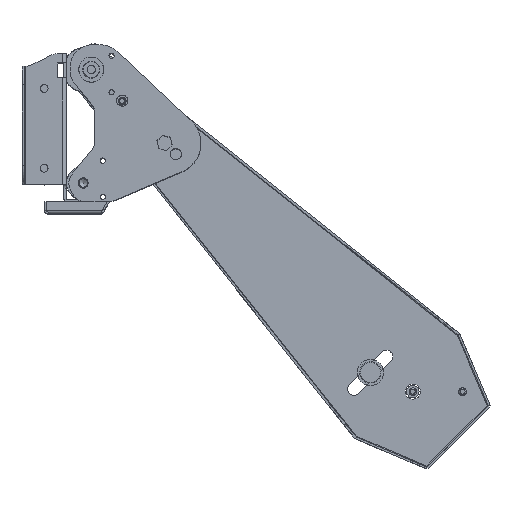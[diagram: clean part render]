
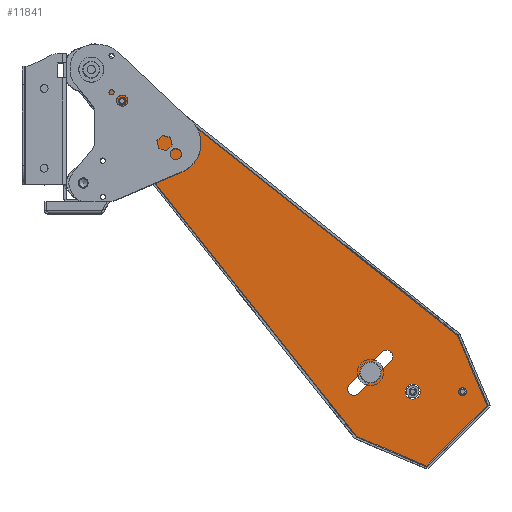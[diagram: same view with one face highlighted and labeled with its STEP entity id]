
A CAD part, top view. The second image highlights one B-rep face of the part: STEP entity #11841.
In plain terms, the highlighted face is planar.
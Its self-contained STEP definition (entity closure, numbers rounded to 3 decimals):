
#744=LINE('',#19415,#1457);
#745=LINE('',#19418,#1458);
#746=LINE('',#19420,#1459);
#747=LINE('',#19422,#1460);
#748=LINE('',#19424,#1461);
#749=LINE('',#19426,#1462);
#750=LINE('',#19429,#1463);
#751=LINE('',#19434,#1464);
#1457=VECTOR('',#15506,1000.);
#1458=VECTOR('',#15507,1000.);
#1459=VECTOR('',#15508,1000.);
#1460=VECTOR('',#15509,1000.);
#1461=VECTOR('',#15510,1000.);
#1462=VECTOR('',#15511,1000.);
#1463=VECTOR('',#15514,1000.);
#1464=VECTOR('',#15517,1000.);
#2024=PLANE('',#12950);
#4236=ORIENTED_EDGE('',*,*,#5860,.T.);
#4237=ORIENTED_EDGE('',*,*,#5861,.T.);
#4238=ORIENTED_EDGE('',*,*,#5862,.F.);
#4239=ORIENTED_EDGE('',*,*,#5863,.F.);
#4240=ORIENTED_EDGE('',*,*,#5864,.F.);
#4241=ORIENTED_EDGE('',*,*,#5865,.T.);
#4242=ORIENTED_EDGE('',*,*,#5866,.T.);
#4243=ORIENTED_EDGE('',*,*,#5867,.T.);
#4244=ORIENTED_EDGE('',*,*,#5868,.F.);
#4245=ORIENTED_EDGE('',*,*,#5869,.T.);
#4246=ORIENTED_EDGE('',*,*,#5870,.T.);
#4247=ORIENTED_EDGE('',*,*,#5871,.T.);
#4248=ORIENTED_EDGE('',*,*,#5872,.T.);
#5860=EDGE_CURVE('',#6866,#6866,#7467,.F.);
#5861=EDGE_CURVE('',#6867,#6867,#7468,.F.);
#5862=EDGE_CURVE('',#6868,#6869,#744,.T.);
#5863=EDGE_CURVE('',#6870,#6868,#745,.T.);
#5864=EDGE_CURVE('',#6871,#6870,#746,.T.);
#5865=EDGE_CURVE('',#6871,#6872,#747,.T.);
#5866=EDGE_CURVE('',#6872,#6873,#748,.T.);
#5867=EDGE_CURVE('',#6873,#6869,#749,.T.);
#5868=EDGE_CURVE('',#6874,#6874,#7469,.T.);
#5869=EDGE_CURVE('',#6875,#6876,#750,.T.);
#5870=EDGE_CURVE('',#6876,#6877,#7470,.T.);
#5871=EDGE_CURVE('',#6877,#6878,#751,.T.);
#5872=EDGE_CURVE('',#6878,#6875,#7471,.T.);
#6866=VERTEX_POINT('',#19412);
#6867=VERTEX_POINT('',#19414);
#6868=VERTEX_POINT('',#19416);
#6869=VERTEX_POINT('',#19417);
#6870=VERTEX_POINT('',#19419);
#6871=VERTEX_POINT('',#19421);
#6872=VERTEX_POINT('',#19423);
#6873=VERTEX_POINT('',#19425);
#6874=VERTEX_POINT('',#19428);
#6875=VERTEX_POINT('',#19430);
#6876=VERTEX_POINT('',#19431);
#6877=VERTEX_POINT('',#19433);
#6878=VERTEX_POINT('',#19435);
#7467=CIRCLE('',#12951,3.25);
#7468=CIRCLE('',#12952,3.1);
#7469=CIRCLE('',#12953,6.);
#7470=CIRCLE('',#12954,5.1);
#7471=CIRCLE('',#12955,5.1);
#8219=EDGE_LOOP('',(#4236));
#8220=EDGE_LOOP('',(#4237));
#8221=EDGE_LOOP('',(#4238,#4239,#4240,#4241,#4242,#4243));
#8222=EDGE_LOOP('',(#4244));
#8223=EDGE_LOOP('',(#4245,#4246,#4247,#4248));
#9043=FACE_BOUND('',#8219,.T.);
#9044=FACE_BOUND('',#8220,.T.);
#9045=FACE_BOUND('',#8221,.T.);
#9046=FACE_BOUND('',#8222,.T.);
#9047=FACE_BOUND('',#8223,.T.);
#11841=ADVANCED_FACE('',(#9043,#9044,#9045,#9046,#9047),#2024,.T.);
#12950=AXIS2_PLACEMENT_3D('',#19410,#15500,#15501);
#12951=AXIS2_PLACEMENT_3D('',#19411,#15502,#15503);
#12952=AXIS2_PLACEMENT_3D('',#19413,#15504,#15505);
#12953=AXIS2_PLACEMENT_3D('',#19427,#15512,#15513);
#12954=AXIS2_PLACEMENT_3D('',#19432,#15515,#15516);
#12955=AXIS2_PLACEMENT_3D('',#19436,#15518,#15519);
#15500=DIRECTION('',(0.,0.,-1.));
#15501=DIRECTION('',(-1.,0.,0.));
#15502=DIRECTION('',(0.,0.,-1.));
#15503=DIRECTION('',(-1.,0.,0.));
#15504=DIRECTION('',(0.,0.,-1.));
#15505=DIRECTION('',(-1.,0.,0.));
#15506=DIRECTION('',(0.375,0.927,0.));
#15507=DIRECTION('',(1.,0.,0.));
#15508=DIRECTION('',(0.375,-0.927,0.));
#15509=DIRECTION('',(0.113,0.994,0.));
#15510=DIRECTION('',(1.,0.,0.));
#15511=DIRECTION('',(0.113,-0.994,0.));
#15512=DIRECTION('',(0.,0.,-1.));
#15513=DIRECTION('',(1.,0.,0.));
#15514=DIRECTION('',(1.,0.,0.));
#15515=DIRECTION('',(0.,0.,1.));
#15516=DIRECTION('',(-1.,0.,0.));
#15517=DIRECTION('',(-1.,0.,0.));
#15518=DIRECTION('',(0.,0.,1.));
#15519=DIRECTION('',(1.,0.,0.));
#19410=CARTESIAN_POINT('',(0.,-101.75,0.));
#19411=CARTESIAN_POINT('',(-28.25,-130.,0.));
#19412=CARTESIAN_POINT('',(-31.5,-130.,0.));
#19413=CARTESIAN_POINT('',(0.,228.1,0.));
#19414=CARTESIAN_POINT('',(-3.1,228.1,0.));
#19415=CARTESIAN_POINT('',(34.299,-151.75,0.));
#19416=CARTESIAN_POINT('',(34.299,-151.75,0.));
#19417=CARTESIAN_POINT('',(57.13,-95.241,0.));
#19418=CARTESIAN_POINT('',(0.,-151.75,0.));
#19419=CARTESIAN_POINT('',(-34.299,-151.75,0.));
#19420=CARTESIAN_POINT('',(-57.13,-95.241,0.));
#19421=CARTESIAN_POINT('',(-57.13,-95.241,0.));
#19422=CARTESIAN_POINT('',(-57.13,-95.241,0.));
#19423=CARTESIAN_POINT('',(-14.833,276.,0.));
#19424=CARTESIAN_POINT('',(-8.794,276.,0.));
#19425=CARTESIAN_POINT('',(14.833,276.,0.));
#19426=CARTESIAN_POINT('',(14.755,276.679,0.));
#19427=CARTESIAN_POINT('',(0.,-101.75,0.));
#19428=CARTESIAN_POINT('',(6.,-101.75,0.));
#19429=CARTESIAN_POINT('',(-5.,-71.85,0.));
#19430=CARTESIAN_POINT('',(-5.,-71.85,0.));
#19431=CARTESIAN_POINT('',(32.,-71.85,0.));
#19432=CARTESIAN_POINT('',(32.,-66.75,0.));
#19433=CARTESIAN_POINT('',(32.,-61.65,0.));
#19434=CARTESIAN_POINT('',(32.,-61.65,0.));
#19435=CARTESIAN_POINT('',(-5.,-61.65,0.));
#19436=CARTESIAN_POINT('',(-5.,-66.75,0.));
